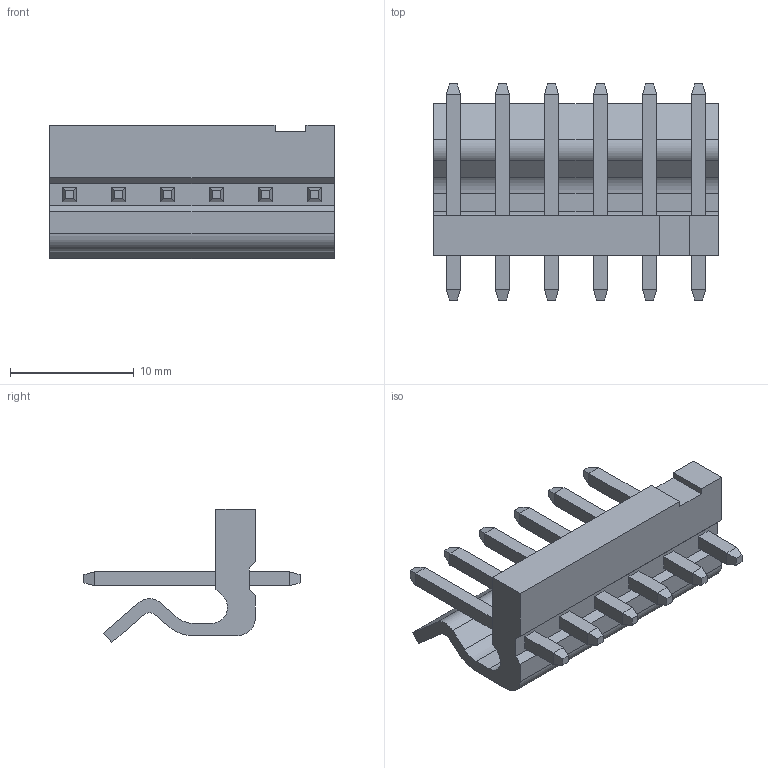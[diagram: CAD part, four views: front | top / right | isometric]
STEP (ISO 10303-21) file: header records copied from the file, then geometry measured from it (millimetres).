
FILE_DESCRIPTION((''),'2;1');
FILE_NAME('009652068','2013-12-04T',('me'),(''),'PRO/ENGINEER BY PARAMETRIC TECHNOLOGY CORPORATION, 2011490','PRO/ENGINEER BY PARAMETRIC TECHNOLOGY CORPORATION, 2011490','');
FILE_SCHEMA(('CONFIG_CONTROL_DESIGN'));
Length unit declared in the file: millimetre
Products named in the file (1): 009652068
Bounding box: 23 x 17.45 x 10.75 mm (x, y, z)
Volume: 1018.7 mm3; surface area: 1565.3 mm2
Topology: 1 solids, 1 shells, 135 faces, 327 edges, 206 vertices
Faces by surface type: plane 129, cylinder 6
Entity records: 3854 total; most frequent: CARTESIAN_POINT 657, ORIENTED_EDGE 630, DIRECTION 623, EDGE_CURVE 315, VECTOR 303, LINE 303, VERTEX_POINT 194, AXIS2_PLACEMENT_3D 160
